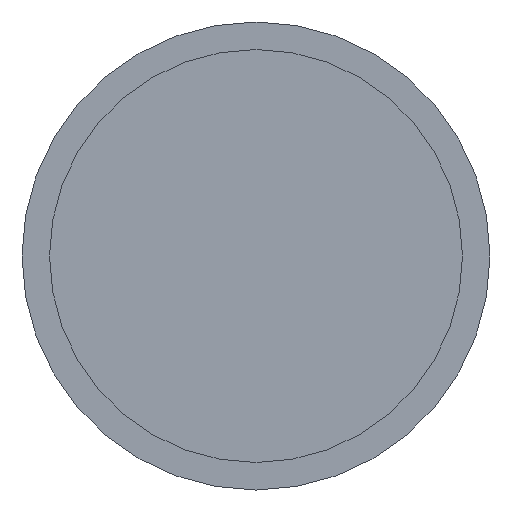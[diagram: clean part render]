
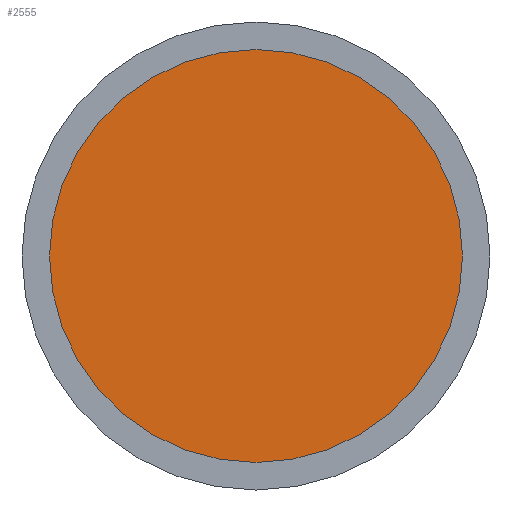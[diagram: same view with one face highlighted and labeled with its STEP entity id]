
A CAD part, left-side view. The second image highlights one B-rep face of the part: STEP entity #2555.
In plain terms, the highlighted planar face has unit normal (-1, 0, 0).
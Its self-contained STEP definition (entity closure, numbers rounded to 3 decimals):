
#145 = EDGE_CURVE ( 'NONE', #349, #1408, #2036, .T. ) ;
#318 = CARTESIAN_POINT ( 'NONE',  ( -4.8, 0., 0. ) ) ;
#349 = VERTEX_POINT ( 'NONE', #2189 ) ;
#361 = DIRECTION ( 'NONE',  ( 1., 0., 0. ) ) ;
#652 = AXIS2_PLACEMENT_3D ( 'NONE', #318, #361, #3499 ) ;
#1039 = AXIS2_PLACEMENT_3D ( 'NONE', #3537, #1339, #3914 ) ;
#1339 = DIRECTION ( 'NONE',  ( 1., 0., 0. ) ) ;
#1408 = VERTEX_POINT ( 'NONE', #2586 ) ;
#2036 = CIRCLE ( 'NONE', #1039, 1.5 ) ;
#2181 = CIRCLE ( 'NONE', #2967, 1.5 ) ;
#2189 = CARTESIAN_POINT ( 'NONE',  ( -4.8, 0., 1.5 ) ) ;
#2555 = ADVANCED_FACE ( 'NONE', ( #3754 ), #2804, .F. ) ;
#2586 = CARTESIAN_POINT ( 'NONE',  ( -4.8, 0., -1.5 ) ) ;
#2626 = ORIENTED_EDGE ( 'NONE', *, *, #145, .F. ) ;
#2777 = CARTESIAN_POINT ( 'NONE',  ( -4.8, 0., 0. ) ) ;
#2804 = PLANE ( 'NONE',  #652 ) ;
#2945 = EDGE_LOOP ( 'NONE', ( #2626, #3345 ) ) ;
#2967 = AXIS2_PLACEMENT_3D ( 'NONE', #2777, #3107, #3170 ) ;
#3107 = DIRECTION ( 'NONE',  ( 1., 0., 0. ) ) ;
#3170 = DIRECTION ( 'NONE',  ( 0., 0., 1. ) ) ;
#3345 = ORIENTED_EDGE ( 'NONE', *, *, #3697, .F. ) ;
#3499 = DIRECTION ( 'NONE',  ( 0., 0., -1. ) ) ;
#3537 = CARTESIAN_POINT ( 'NONE',  ( -4.8, 0., 0. ) ) ;
#3697 = EDGE_CURVE ( 'NONE', #1408, #349, #2181, .T. ) ;
#3754 = FACE_OUTER_BOUND ( 'NONE', #2945, .T. ) ;
#3914 = DIRECTION ( 'NONE',  ( 0., 0., 1. ) ) ;
